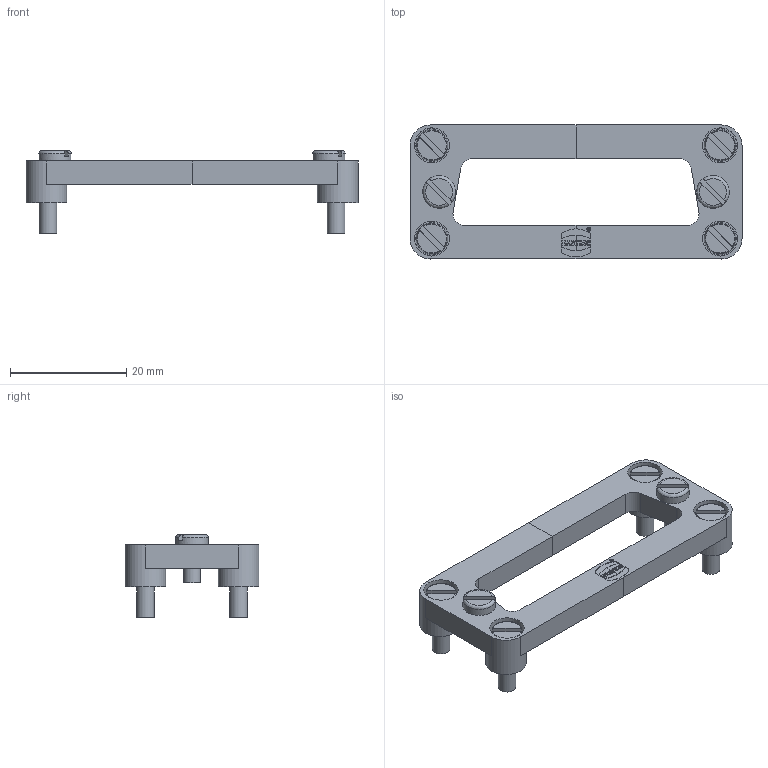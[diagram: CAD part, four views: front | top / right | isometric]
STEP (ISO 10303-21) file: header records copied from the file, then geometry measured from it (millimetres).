
FILE_DESCRIPTION(/* description */ (''),/* implementation_level */ '2;1');
FILE_NAME(/* name */ '100586274ugm000_a.stp',/* time_stamp */ '2014-07-23T09:20:05+02:00',/* author */ (''),/* organization */ (''),/* preprocessor_version */ 'ST-DEVELOPER v15',/* originating_system */ 'SIEMENS PLM Software NX 8.5',/* authorisation */ '');
FILE_SCHEMA (('AUTOMOTIVE_DESIGN { 1 0 10303 214 3 1 1 1 }'));
Length unit declared in the file: millimetre
Products named in the file (1): 100586274ugm000_a
Bounding box: 57 x 23 x 14.15 mm (x, y, z)
Volume: 3970 mm3; surface area: 4334.7 mm2
Topology: 7 solids, 7 shells, 218 faces, 625 edges, 527 vertices
Faces by surface type: plane 156, cylinder 40, bspline 12, cone 8, extrusion 2
Full cylindrical faces by diameter (mm): 0.55 x1, 0.65 x1, 2 x2, 2.5 x4, 2.9 x2, 3 x4, 3.2 x4, 5.6 x2, 6 x4, 7 x4
Entity records: 9068 total; most frequent: CARTESIAN_POINT 1703, DIRECTION 1103, ORIENTED_EDGE 1004, EDGE_CURVE 502, VECTOR 397, LINE 395, VERTEX_POINT 354, AXIS2_PLACEMENT_3D 353
